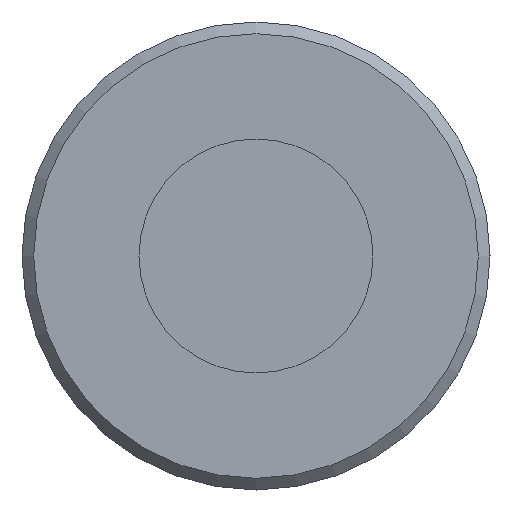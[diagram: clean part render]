
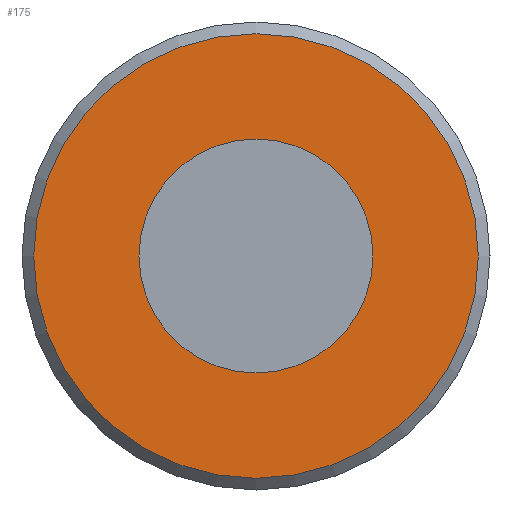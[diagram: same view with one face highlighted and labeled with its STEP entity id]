
A CAD part, left-side view. The second image highlights one B-rep face of the part: STEP entity #175.
In plain terms, the highlighted planar face has unit normal (-1, 0, 0).
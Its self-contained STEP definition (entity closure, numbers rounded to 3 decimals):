
#175 = ADVANCED_FACE( '', ( #324, #325 ), #326, .T. );
#324 = FACE_BOUND( '', #484, .T. );
#325 = FACE_OUTER_BOUND( '', #485, .T. );
#326 = PLANE( '', #486 );
#484 = EDGE_LOOP( '', ( #711 ) );
#485 = EDGE_LOOP( '', ( #712 ) );
#486 = AXIS2_PLACEMENT_3D( '', #713, #714, #715 );
#711 = ORIENTED_EDGE( '', *, *, #835, .T. );
#712 = ORIENTED_EDGE( '', *, *, #861, .F. );
#713 = CARTESIAN_POINT( '', ( 0., 15.2, 0. ) );
#714 = DIRECTION( '', ( -1., 0., 0. ) );
#715 = DIRECTION( '', ( 0., 0., 1. ) );
#835 = EDGE_CURVE( '', #942, #942, #943, .T. );
#861 = EDGE_CURVE( '', #980, #980, #981, .T. );
#942 = VERTEX_POINT( '', #1127 );
#943 = CIRCLE( '', #1128, 8. );
#980 = VERTEX_POINT( '', #1175 );
#981 = CIRCLE( '', #1176, 15.2 );
#1127 = CARTESIAN_POINT( '', ( 0., 0., -8. ) );
#1128 = AXIS2_PLACEMENT_3D( '', #1377, #1378, #1379 );
#1175 = CARTESIAN_POINT( '', ( 0., 0., -15.2 ) );
#1176 = AXIS2_PLACEMENT_3D( '', #1414, #1415, #1416 );
#1377 = CARTESIAN_POINT( '', ( 0., 0., 0. ) );
#1378 = DIRECTION( '', ( 1., 0., 0. ) );
#1379 = DIRECTION( '', ( 0., 0., -1. ) );
#1414 = CARTESIAN_POINT( '', ( 0., 0., 0. ) );
#1415 = DIRECTION( '', ( 1., 0., 0. ) );
#1416 = DIRECTION( '', ( 0., 0., -1. ) );
